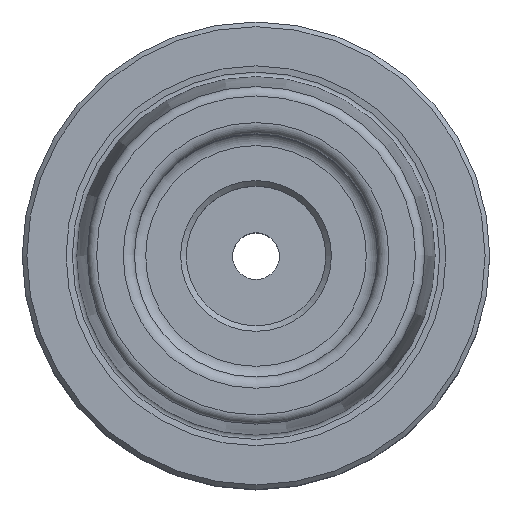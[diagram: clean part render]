
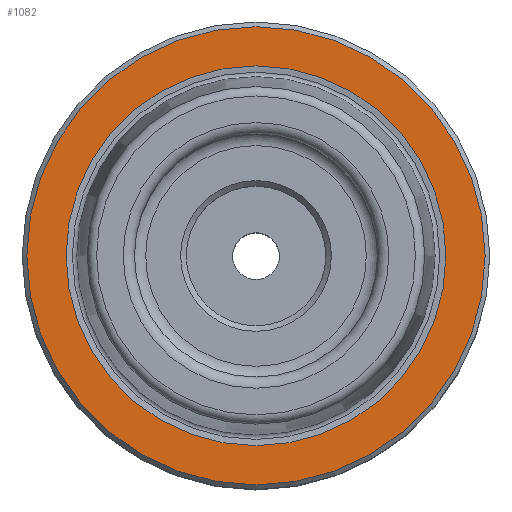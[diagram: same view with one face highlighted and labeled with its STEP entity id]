
A CAD part, top view. The second image highlights one B-rep face of the part: STEP entity #1082.
In plain terms, the highlighted planar face has unit normal (0, 0, 1).
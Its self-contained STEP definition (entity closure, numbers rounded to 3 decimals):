
#55=PLANE('',#1177);
#108=ORIENTED_EDGE('',*,*,#213,.T.);
#109=ORIENTED_EDGE('',*,*,#212,.F.);
#212=EDGE_CURVE('',#273,#273,#334,.T.);
#213=EDGE_CURVE('',#274,#274,#335,.T.);
#273=VERTEX_POINT('',#1574);
#274=VERTEX_POINT('',#1577);
#334=CIRCLE('',#1176,20.308);
#335=CIRCLE('',#1178,24.5);
#413=EDGE_LOOP('',(#108));
#414=EDGE_LOOP('',(#109));
#535=FACE_BOUND('',#413,.T.);
#536=FACE_BOUND('',#414,.T.);
#1082=ADVANCED_FACE('',(#535,#536),#55,.T.);
#1176=AXIS2_PLACEMENT_3D('',#1573,#1351,#1352);
#1177=AXIS2_PLACEMENT_3D('',#1575,#1353,#1354);
#1178=AXIS2_PLACEMENT_3D('',#1576,#1355,#1356);
#1351=DIRECTION('',(0.,0.,1.));
#1352=DIRECTION('',(1.,0.,0.));
#1353=DIRECTION('',(0.,0.,1.));
#1354=DIRECTION('',(1.,0.,0.));
#1355=DIRECTION('',(0.,0.,1.));
#1356=DIRECTION('',(1.,0.,0.));
#1573=CARTESIAN_POINT('',(0.,0.,0.));
#1574=CARTESIAN_POINT('',(20.308,0.,0.));
#1575=CARTESIAN_POINT('',(20.308,0.,0.));
#1576=CARTESIAN_POINT('',(0.,0.,0.));
#1577=CARTESIAN_POINT('',(24.5,0.,0.));
